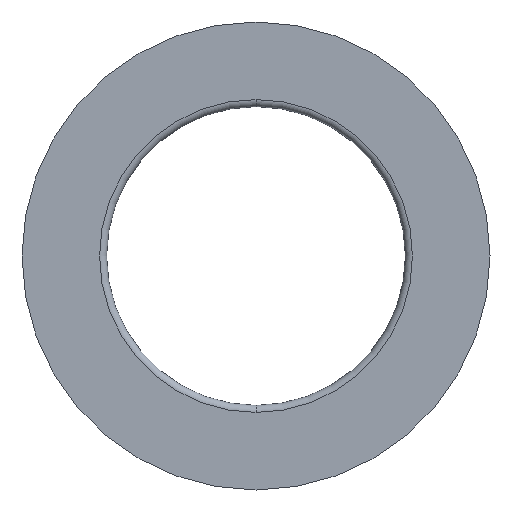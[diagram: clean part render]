
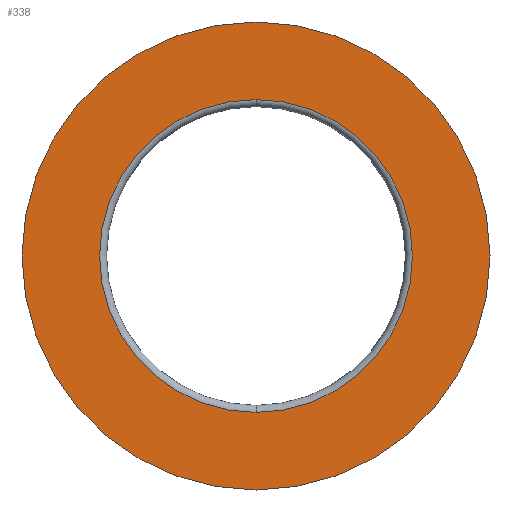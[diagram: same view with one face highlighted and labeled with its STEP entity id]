
A CAD part, front view. The second image highlights one B-rep face of the part: STEP entity #338.
In plain terms, the highlighted planar face has unit normal (0, -1, 0).
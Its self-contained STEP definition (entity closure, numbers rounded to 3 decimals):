
#2 = CIRCLE ( 'NONE', #51, 44.45 ) ;
#5 = EDGE_CURVE ( 'NONE', #8, #190, #283, .T. ) ;
#8 = VERTEX_POINT ( 'NONE', #395 ) ;
#15 = DIRECTION ( 'NONE',  ( 0., 0., -1. ) ) ;
#24 = ORIENTED_EDGE ( 'NONE', *, *, #364, .F. ) ;
#40 = CARTESIAN_POINT ( 'NONE',  ( 0., 0., -66.5 ) ) ;
#46 = EDGE_CURVE ( 'NONE', #294, #320, #2, .T. ) ;
#49 = DIRECTION ( 'NONE',  ( 0., 0., 1. ) ) ;
#51 = AXIS2_PLACEMENT_3D ( 'NONE', #116, #221, #49 ) ;
#61 = PLANE ( 'NONE',  #205 ) ;
#63 = CARTESIAN_POINT ( 'NONE',  ( 0., 0., 0. ) ) ;
#73 = EDGE_LOOP ( 'NONE', ( #267, #194 ) ) ;
#76 = DIRECTION ( 'NONE',  ( 0., 1., 0. ) ) ;
#89 = CIRCLE ( 'NONE', #337, 66.5 ) ;
#94 = ORIENTED_EDGE ( 'NONE', *, *, #5, .F. ) ;
#116 = CARTESIAN_POINT ( 'NONE',  ( 0., 0., 0. ) ) ;
#132 = AXIS2_PLACEMENT_3D ( 'NONE', #176, #76, #412 ) ;
#145 = FACE_BOUND ( 'NONE', #73, .T. ) ;
#173 = AXIS2_PLACEMENT_3D ( 'NONE', #63, #363, #199 ) ;
#175 = EDGE_CURVE ( 'NONE', #320, #294, #318, .T. ) ;
#176 = CARTESIAN_POINT ( 'NONE',  ( 0., 0., 0. ) ) ;
#184 = DIRECTION ( 'NONE',  ( 0., -1., 0. ) ) ;
#190 = VERTEX_POINT ( 'NONE', #40 ) ;
#194 = ORIENTED_EDGE ( 'NONE', *, *, #46, .T. ) ;
#197 = FACE_OUTER_BOUND ( 'NONE', #279, .T. ) ;
#199 = DIRECTION ( 'NONE',  ( 0., 0., 1. ) ) ;
#205 = AXIS2_PLACEMENT_3D ( 'NONE', #265, #184, #15 ) ;
#212 = CARTESIAN_POINT ( 'NONE',  ( 0., 0., 44.45 ) ) ;
#215 = DIRECTION ( 'NONE',  ( 0., 1., 0. ) ) ;
#221 = DIRECTION ( 'NONE',  ( 0., 1., 0. ) ) ;
#265 = CARTESIAN_POINT ( 'NONE',  ( -66.5, 0., 0. ) ) ;
#267 = ORIENTED_EDGE ( 'NONE', *, *, #175, .T. ) ;
#279 = EDGE_LOOP ( 'NONE', ( #94, #24 ) ) ;
#283 = CIRCLE ( 'NONE', #173, 66.5 ) ;
#294 = VERTEX_POINT ( 'NONE', #306 ) ;
#306 = CARTESIAN_POINT ( 'NONE',  ( 0., 0., -44.45 ) ) ;
#311 = DIRECTION ( 'NONE',  ( 0., 0., 1. ) ) ;
#318 = CIRCLE ( 'NONE', #132, 44.45 ) ;
#320 = VERTEX_POINT ( 'NONE', #212 ) ;
#337 = AXIS2_PLACEMENT_3D ( 'NONE', #416, #215, #311 ) ;
#338 = ADVANCED_FACE ( 'NONE', ( #145, #197 ), #61, .T. ) ;
#363 = DIRECTION ( 'NONE',  ( 0., 1., 0. ) ) ;
#364 = EDGE_CURVE ( 'NONE', #190, #8, #89, .T. ) ;
#395 = CARTESIAN_POINT ( 'NONE',  ( 0., 0., 66.5 ) ) ;
#412 = DIRECTION ( 'NONE',  ( 0., 0., 1. ) ) ;
#416 = CARTESIAN_POINT ( 'NONE',  ( 0., 0., 0. ) ) ;
